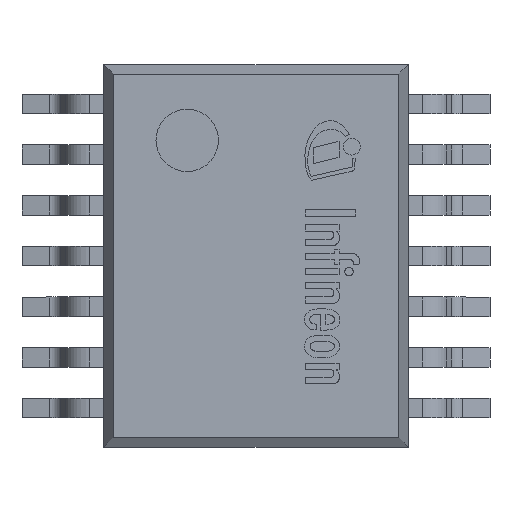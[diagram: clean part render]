
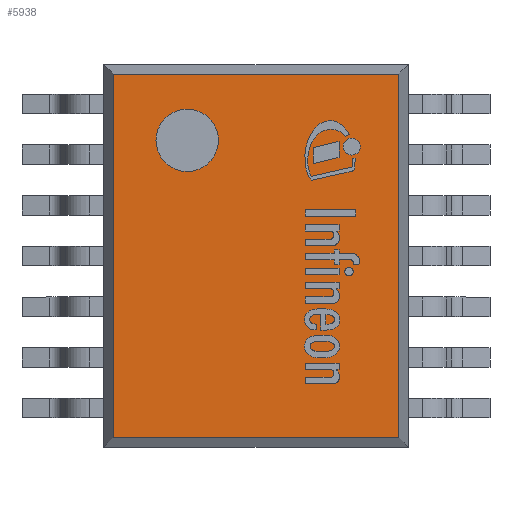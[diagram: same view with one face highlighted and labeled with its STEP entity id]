
A CAD part, top view. The second image highlights one B-rep face of the part: STEP entity #5938.
In plain terms, the highlighted planar face has unit normal (0, 0, 1).
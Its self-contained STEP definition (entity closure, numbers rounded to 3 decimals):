
#74=FACE_BOUND('',#716,.T.);
#83=CIRCLE('',#6320,0.4);
#360=FACE_OUTER_BOUND('',#715,.T.);
#715=EDGE_LOOP('',(#3979,#3980,#3981,#3982));
#716=EDGE_LOOP('',(#3983));
#1083=LINE('',#8475,#1784);
#1087=LINE('',#8483,#1788);
#1090=LINE('',#8489,#1791);
#1093=LINE('',#8494,#1794);
#1784=VECTOR('',#6834,1.);
#1788=VECTOR('',#6840,1.);
#1791=VECTOR('',#6845,1.);
#1794=VECTOR('',#6850,1.);
#2478=VERTEX_POINT('',#8469);
#2479=VERTEX_POINT('',#8473);
#2480=VERTEX_POINT('',#8474);
#2483=VERTEX_POINT('',#8482);
#2485=VERTEX_POINT('',#8488);
#3068=EDGE_CURVE('',#2478,#2478,#83,.T.);
#3069=EDGE_CURVE('',#2479,#2480,#1083,.T.);
#3073=EDGE_CURVE('',#2480,#2483,#1087,.T.);
#3076=EDGE_CURVE('',#2483,#2485,#1090,.T.);
#3079=EDGE_CURVE('',#2485,#2479,#1093,.T.);
#3979=ORIENTED_EDGE('',*,*,#3069,.F.);
#3980=ORIENTED_EDGE('',*,*,#3079,.F.);
#3981=ORIENTED_EDGE('',*,*,#3076,.F.);
#3982=ORIENTED_EDGE('',*,*,#3073,.F.);
#3983=ORIENTED_EDGE('',*,*,#3068,.T.);
#5667=PLANE('',#6326);
#5938=ADVANCED_FACE('',(#360,#74),#5667,.T.);
#6320=AXIS2_PLACEMENT_3D('',#8470,#6828,#6829);
#6326=AXIS2_PLACEMENT_3D('',#8496,#6852,#6853);
#6828=DIRECTION('center_axis',(0.,0.,-1.));
#6829=DIRECTION('ref_axis',(-1.,0.,0.));
#6834=DIRECTION('',(0.,1.,0.));
#6840=DIRECTION('',(1.,0.,0.));
#6845=DIRECTION('',(0.,-1.,0.));
#6850=DIRECTION('',(-1.,0.,0.));
#6852=DIRECTION('center_axis',(0.,0.,1.));
#6853=DIRECTION('ref_axis',(1.,0.,0.));
#8469=CARTESIAN_POINT('',(-0.482,1.482,1.15));
#8470=CARTESIAN_POINT('Origin',(-0.882,1.482,1.15));
#8473=CARTESIAN_POINT('',(-1.832,-2.332,1.15));
#8474=CARTESIAN_POINT('',(-1.832,2.332,1.15));
#8475=CARTESIAN_POINT('',(-1.832,2.45,1.15));
#8482=CARTESIAN_POINT('',(1.832,2.332,1.15));
#8483=CARTESIAN_POINT('',(1.95,2.332,1.15));
#8488=CARTESIAN_POINT('',(1.832,-2.332,1.15));
#8489=CARTESIAN_POINT('',(1.832,-2.45,1.15));
#8494=CARTESIAN_POINT('',(-1.95,-2.332,1.15));
#8496=CARTESIAN_POINT('Origin',(0.,0.,1.15));
